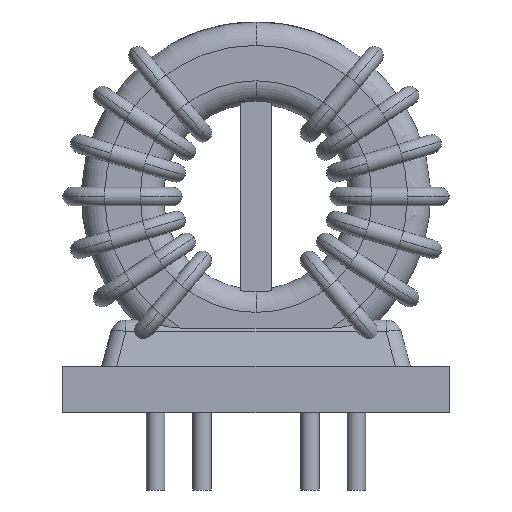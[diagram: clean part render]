
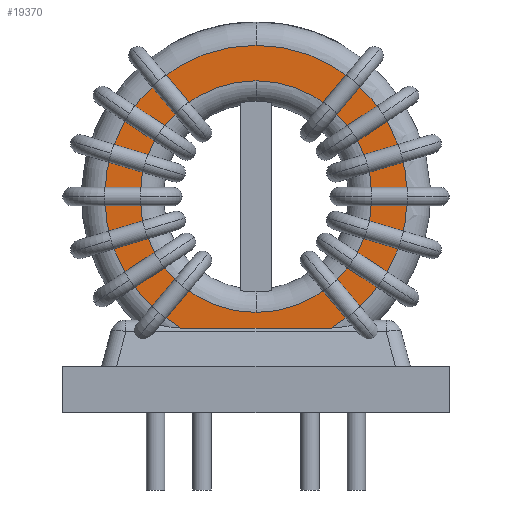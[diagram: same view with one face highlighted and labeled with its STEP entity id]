
A CAD part, front view. The second image highlights one B-rep face of the part: STEP entity #19370.
In plain terms, the highlighted planar face has unit normal (0, -1, 0).
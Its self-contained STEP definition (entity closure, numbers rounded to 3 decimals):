
#347 = EDGE_CURVE ( 'NONE', #11914, #7904, #13093, .T. ) ;
#566 = CIRCLE ( 'NONE', #6081, 7.5 ) ;
#765 = CARTESIAN_POINT ( 'NONE',  ( 0., -7.8, -8.509 ) ) ;
#2290 = ORIENTED_EDGE ( 'NONE', *, *, #4060, .T. ) ;
#2730 = ORIENTED_EDGE ( 'NONE', *, *, #21615, .T. ) ;
#3003 = DIRECTION ( 'NONE',  ( 0., 0., 1. ) ) ;
#3321 = ORIENTED_EDGE ( 'NONE', *, *, #347, .T. ) ;
#4060 = EDGE_CURVE ( 'NONE', #8383, #9065, #566, .T. ) ;
#5590 = EDGE_LOOP ( 'NONE', ( #10170, #14148, #3321 ) ) ;
#6081 = AXIS2_PLACEMENT_3D ( 'NONE', #15456, #23195, #3003 ) ;
#6089 = DIRECTION ( 'NONE',  ( 0., 0., 1. ) ) ;
#6341 = AXIS2_PLACEMENT_3D ( 'NONE', #22752, #8676, #20772 ) ;
#6609 = VERTEX_POINT ( 'NONE', #20951 ) ;
#7386 = AXIS2_PLACEMENT_3D ( 'NONE', #14757, #12748, #14883 ) ;
#7540 = AXIS2_PLACEMENT_3D ( 'NONE', #19359, #17361, #25497 ) ;
#7904 = VERTEX_POINT ( 'NONE', #22999 ) ;
#8213 = DIRECTION ( 'NONE',  ( 0., -1., 0. ) ) ;
#8383 = VERTEX_POINT ( 'NONE', #12689 ) ;
#8676 = DIRECTION ( 'NONE',  ( 0., -1., 0. ) ) ;
#8863 = DIRECTION ( 'NONE',  ( -1., 0., 0. ) ) ;
#9065 = VERTEX_POINT ( 'NONE', #12964 ) ;
#9322 = CARTESIAN_POINT ( 'NONE',  ( 0., -7.8, 9.8 ) ) ;
#9928 = CARTESIAN_POINT ( 'NONE',  ( 0., -7.8, 0. ) ) ;
#10170 = ORIENTED_EDGE ( 'NONE', *, *, #17187, .F. ) ;
#10361 = AXIS2_PLACEMENT_3D ( 'NONE', #9928, #8213, #6089 ) ;
#10395 = EDGE_LOOP ( 'NONE', ( #2730, #2290 ) ) ;
#10668 = VECTOR ( 'NONE', #8863, 1000. ) ;
#10961 = LINE ( 'NONE', #765, #10668 ) ;
#11914 = VERTEX_POINT ( 'NONE', #9322 ) ;
#12689 = CARTESIAN_POINT ( 'NONE',  ( 0., -7.8, -7.5 ) ) ;
#12748 = DIRECTION ( 'NONE',  ( 0., 1., 0. ) ) ;
#12964 = CARTESIAN_POINT ( 'NONE',  ( 0., -7.8, 7.5 ) ) ;
#13093 = CIRCLE ( 'NONE', #6341, 9.8 ) ;
#13795 = CIRCLE ( 'NONE', #10361, 9.8 ) ;
#14148 = ORIENTED_EDGE ( 'NONE', *, *, #14727, .T. ) ;
#14727 = EDGE_CURVE ( 'NONE', #6609, #11914, #13795, .T. ) ;
#14757 = CARTESIAN_POINT ( 'NONE',  ( 0., -7.8, 0. ) ) ;
#14883 = DIRECTION ( 'NONE',  ( 0., 0., 1. ) ) ;
#15456 = CARTESIAN_POINT ( 'NONE',  ( 0., -7.8, 0. ) ) ;
#16360 = FACE_BOUND ( 'NONE', #10395, .T. ) ;
#17187 = EDGE_CURVE ( 'NONE', #6609, #7904, #10961, .T. ) ;
#17361 = DIRECTION ( 'NONE',  ( 0., 1., 0. ) ) ;
#18746 = FACE_OUTER_BOUND ( 'NONE', #5590, .T. ) ;
#18968 = CIRCLE ( 'NONE', #7540, 7.5 ) ;
#19359 = CARTESIAN_POINT ( 'NONE',  ( 0., -7.8, 0. ) ) ;
#19370 = ADVANCED_FACE ( 'NONE', ( #18746, #16360 ), #22620, .F. ) ;
#20772 = DIRECTION ( 'NONE',  ( 0., 0., 1. ) ) ;
#20951 = CARTESIAN_POINT ( 'NONE',  ( 4.862, -7.8, -8.509 ) ) ;
#21615 = EDGE_CURVE ( 'NONE', #9065, #8383, #18968, .T. ) ;
#22620 = PLANE ( 'NONE',  #7386 ) ;
#22752 = CARTESIAN_POINT ( 'NONE',  ( 0., -7.8, 0. ) ) ;
#22999 = CARTESIAN_POINT ( 'NONE',  ( -4.862, -7.8, -8.509 ) ) ;
#23195 = DIRECTION ( 'NONE',  ( 0., 1., 0. ) ) ;
#25497 = DIRECTION ( 'NONE',  ( 0., 0., 1. ) ) ;
